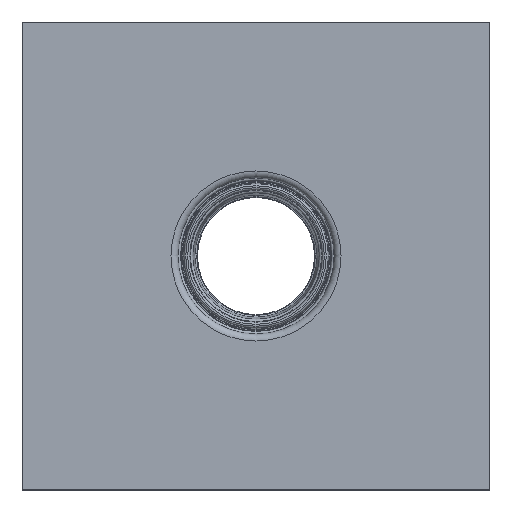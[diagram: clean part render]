
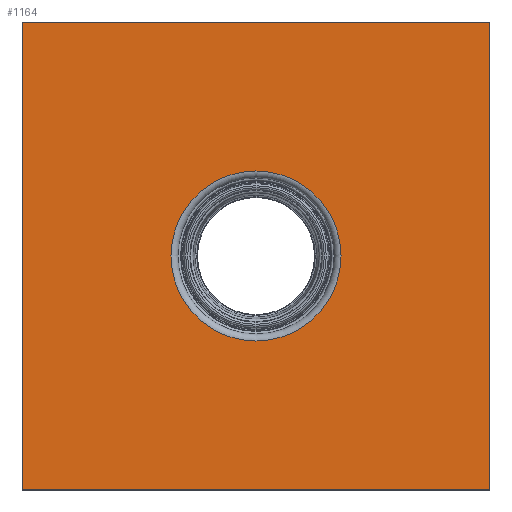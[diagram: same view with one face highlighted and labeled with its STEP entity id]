
A CAD part, top view. The second image highlights one B-rep face of the part: STEP entity #1164.
In plain terms, the highlighted planar face has unit normal (0, 0, 1).
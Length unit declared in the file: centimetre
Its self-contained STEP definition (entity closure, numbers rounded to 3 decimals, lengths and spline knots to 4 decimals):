
#33=FACE_BOUND('',#221,.T.);
#52=PLANE('',#1423);
#134=FACE_OUTER_BOUND('',#220,.T.);
#220=EDGE_LOOP('',(#907,#908,#909,#910));
#221=EDGE_LOOP('',(#911));
#345=CIRCLE('',#1424,90.8789);
#473=VERTEX_POINT('',#2216);
#475=VERTEX_POINT('',#2220);
#476=VERTEX_POINT('',#2224);
#478=VERTEX_POINT('',#2227);
#481=VERTEX_POINT('',#2242);
#622=EDGE_CURVE('',#473,#475,#1245,.T.);
#624=EDGE_CURVE('',#478,#476,#1247,.T.);
#627=EDGE_CURVE('',#475,#478,#1250,.T.);
#629=EDGE_CURVE('',#473,#476,#1252,.T.);
#632=EDGE_CURVE('',#481,#481,#345,.T.);
#907=ORIENTED_EDGE('',*,*,#629,.F.);
#908=ORIENTED_EDGE('',*,*,#622,.T.);
#909=ORIENTED_EDGE('',*,*,#627,.T.);
#910=ORIENTED_EDGE('',*,*,#624,.T.);
#911=ORIENTED_EDGE('',*,*,#632,.T.);
#1164=ADVANCED_FACE('',(#134,#33),#52,.F.);
#1245=LINE('',#2222,#1293);
#1247=LINE('',#2228,#1295);
#1250=LINE('',#2233,#1298);
#1252=LINE('',#2236,#1300);
#1293=VECTOR('',#1761,1.);
#1295=VECTOR('',#1765,1.);
#1298=VECTOR('',#1770,1.);
#1300=VECTOR('',#1774,1.);
#1423=AXIS2_PLACEMENT_3D('',#2241,#1780,#1781);
#1424=AXIS2_PLACEMENT_3D('',#2243,#1782,#1783);
#1761=DIRECTION('',(1.,0.,0.));
#1765=DIRECTION('',(-1.,0.,0.));
#1770=DIRECTION('',(0.,1.,0.));
#1774=DIRECTION('',(0.,1.,0.));
#1780=DIRECTION('center_axis',(0.,0.,-1.));
#1781=DIRECTION('ref_axis',(0.,-1.,0.));
#1782=DIRECTION('center_axis',(0.,0.,-1.));
#1783=DIRECTION('ref_axis',(1.,0.,0.));
#2216=CARTESIAN_POINT('',(-250.,-250.,251.5));
#2220=CARTESIAN_POINT('',(250.,-250.,251.5));
#2222=CARTESIAN_POINT('',(0.,-250.,251.5));
#2224=CARTESIAN_POINT('',(-250.,250.,251.5));
#2227=CARTESIAN_POINT('',(250.,250.,251.5));
#2228=CARTESIAN_POINT('',(0.,250.,251.5));
#2233=CARTESIAN_POINT('',(250.,0.,251.5));
#2236=CARTESIAN_POINT('',(-250.,0.,251.5));
#2241=CARTESIAN_POINT('Origin',(0.,0.,
251.5));
#2242=CARTESIAN_POINT('',(0.,-90.8789,251.5));
#2243=CARTESIAN_POINT('Origin',(0.,0.,
251.5));
